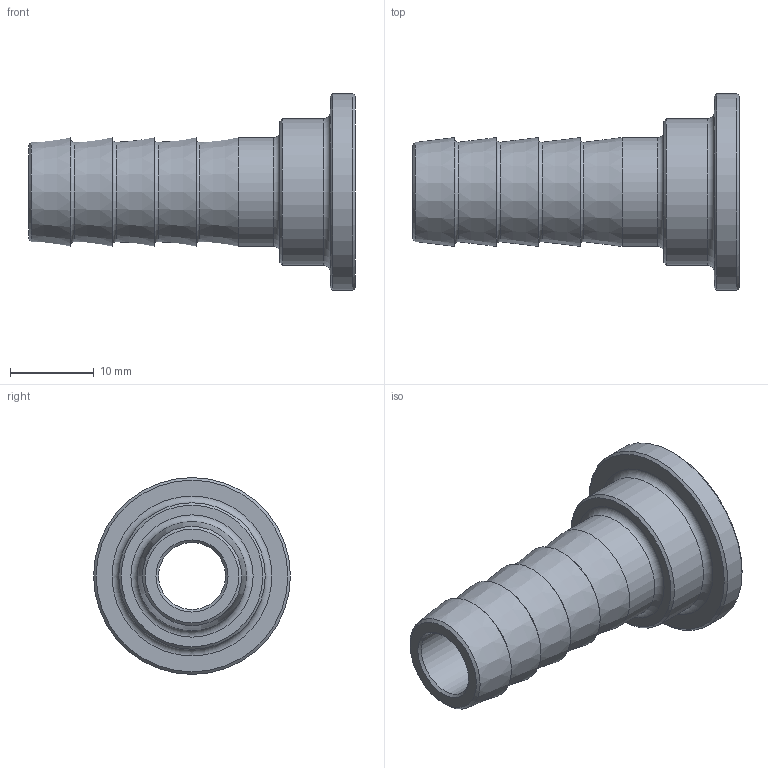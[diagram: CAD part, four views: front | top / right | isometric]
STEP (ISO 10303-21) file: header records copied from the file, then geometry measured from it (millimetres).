
FILE_DESCRIPTION(/* description */ (''),/* implementation_level */ '2;1');
FILE_NAME(/* name */ '3D_R666-SLE-13-DN20_17113445.stp',/* time_stamp */ '2021-06-18T11:03:57+02:00',/* author */ ('cad'),/* organization */ (''),/* preprocessor_version */ 'ST-DEVELOPER v18.1',/* originating_system */ 'Autodesk Inventor 2022',/* authorisation */ '');
FILE_SCHEMA (('AUTOMOTIVE_DESIGN { 1 0 10303 214 3 1 1 }'));
Length unit declared in the file: millimetre
Products named in the file (1): 3D_R666-SLE-13-DN20_17113445
Bounding box: 39 x 23.5 x 23.5 mm (x, y, z)
Volume: 4226.1 mm3; surface area: 3416 mm2
Topology: 1 solids, 1 shells, 29 faces, 61 edges, 40 vertices
Faces by surface type: cone 11, plane 8, torus 6, cylinder 4
Full cylindrical faces by diameter (mm): 8 x1, 13 x1, 17.5 x1, 23.5 x1
Entity records: 850 total; most frequent: DIRECTION 167, CARTESIAN_POINT 131, ORIENTED_EDGE 122, AXIS2_PLACEMENT_3D 76, EDGE_CURVE 61, CIRCLE 46, VERTEX_POINT 40, EDGE_LOOP 37
